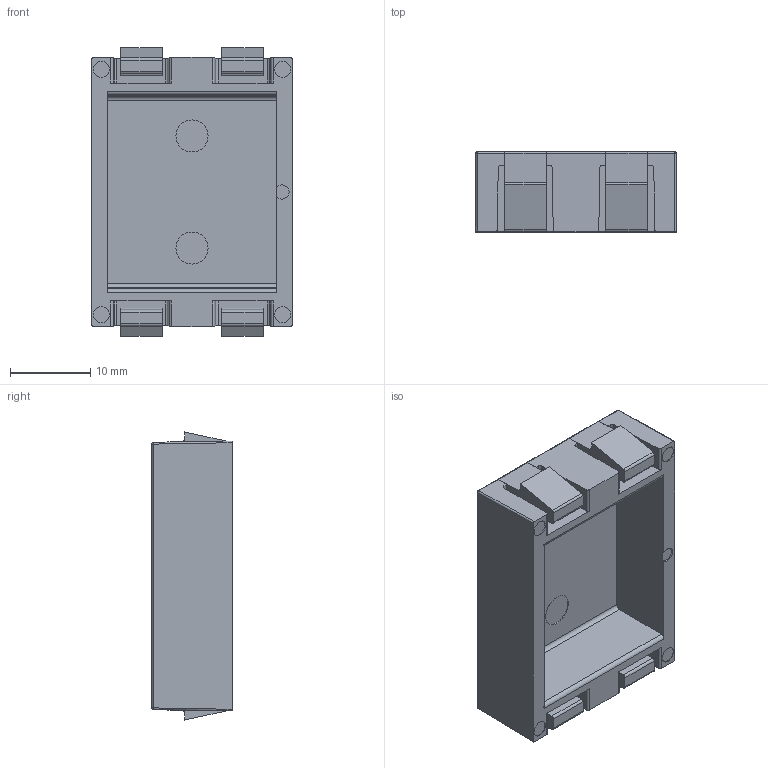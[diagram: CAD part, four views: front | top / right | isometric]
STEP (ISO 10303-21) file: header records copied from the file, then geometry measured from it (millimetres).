
FILE_DESCRIPTION(/* description */ ('STEP AP214'),/* implementation_level */ '2;1');
FILE_NAME(/* name */ '062ACS91.25',/* time_stamp */ '2023-03-15T15:49:04+01:00',/* author */ ('License CC BY-ND 4.0'),/* organization */ ('CADENAS'),/* preprocessor_version */ 'ST-DEVELOPER v19.3',/* originating_system */ 'PARTsolutions',/* authorisation */ ' ');
FILE_SCHEMA (('AUTOMOTIVE_DESIGN {1 0 10303 214 3 1 1}'));
Length unit declared in the file: millimetre
Products named in the file (1): 062ACS91.25
Bounding box: 25 x 10 x 36 mm (x, y, z)
Volume: 3863.1 mm3; surface area: 4289.9 mm2
Topology: 1 solids, 1 shells, 125 faces, 341 edges, 221 vertices
Faces by surface type: plane 66, cylinder 55, sphere 4
Full cylindrical faces by diameter (mm): 2 x4, 4 x2
Entity records: 3932 total; most frequent: DIRECTION 700, CARTESIAN_POINT 676, ORIENTED_EDGE 660, EDGE_CURVE 330, AXIS2_PLACEMENT_3D 244, VERTEX_POINT 220, LINE 212, VECTOR 212
